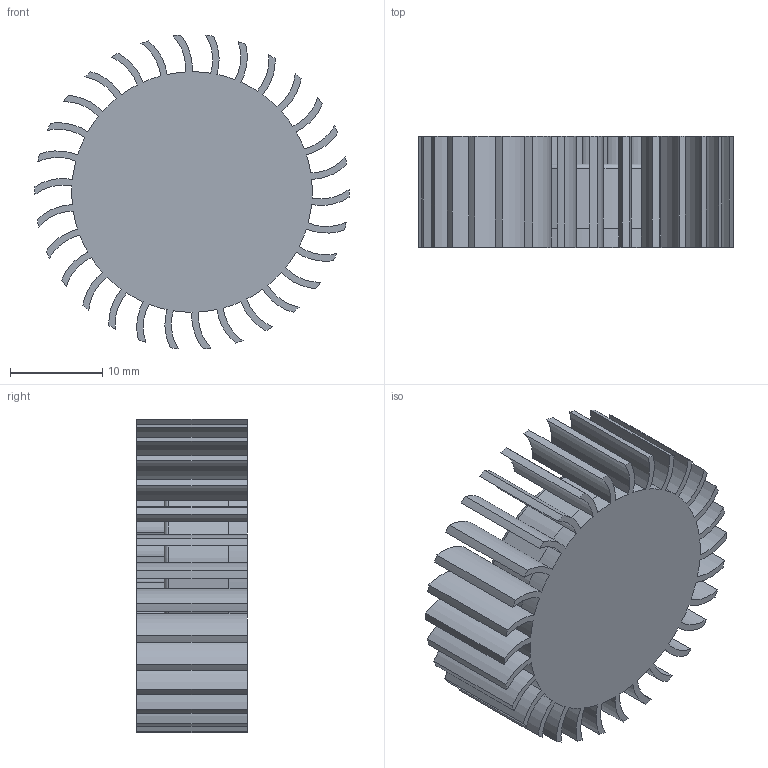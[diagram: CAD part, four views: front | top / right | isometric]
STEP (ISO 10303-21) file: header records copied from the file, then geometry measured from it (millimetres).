
FILE_DESCRIPTION(/* description */ (''),/* implementation_level */ '2;1');
FILE_NAME(/* name */ '5015.stp',/* time_stamp */ '2020-11-19T20:17:56+03:00',/* author */ ('Max'),/* organization */ (''),/* preprocessor_version */ 'ST-DEVELOPER v16.5',/* originating_system */ 'Autodesk Inventor 2017',/* authorisation */ '');
FILE_SCHEMA (('AUTOMOTIVE_DESIGN { 1 0 10303 214 3 1 1 }'));
Length unit declared in the file: millimetre
Products named in the file (1): 4020
Bounding box: 34 x 12 x 33.92 mm (x, y, z)
Volume: 5034.5 mm3; surface area: 5423.9 mm2
Topology: 1 solids, 1 shells, 185 faces, 485 edges, 303 vertices
Faces by surface type: cylinder 151, plane 33, torus 1
Full cylindrical faces by diameter (mm): 23 x1
Entity records: 5808 total; most frequent: DIRECTION 1158, CARTESIAN_POINT 972, ORIENTED_EDGE 966, AXIS2_PLACEMENT_3D 489, EDGE_CURVE 483, CIRCLE 303, VERTEX_POINT 303, EDGE_LOOP 188
